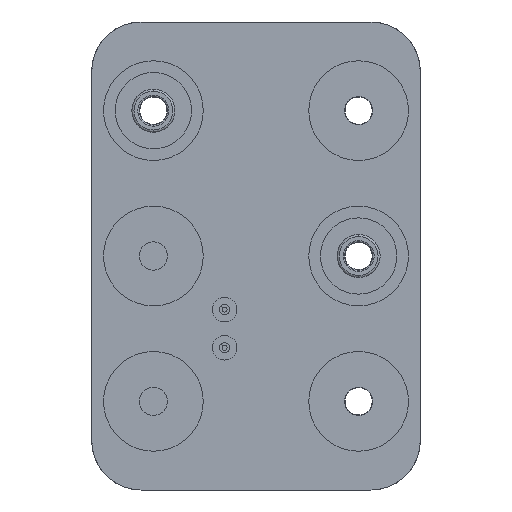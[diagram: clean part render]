
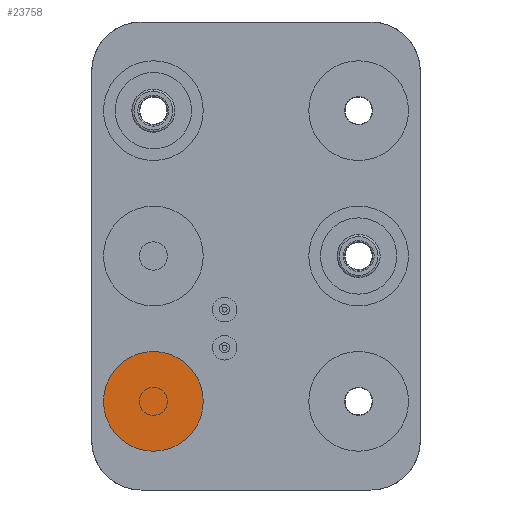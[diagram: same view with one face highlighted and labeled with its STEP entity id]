
A CAD part, left-side view. The second image highlights one B-rep face of the part: STEP entity #23758.
In plain terms, the highlighted planar face has unit normal (-1, 0, 0).
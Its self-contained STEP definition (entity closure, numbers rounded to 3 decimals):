
#61 = DIRECTION ( 'NONE',  ( 0., 0., 1. ) ) ;
#4836 = CARTESIAN_POINT ( 'NONE',  ( -25.55, 8.335, -3.4 ) ) ;
#5426 = EDGE_CURVE ( 'NONE', #32079, #6167, #12492, .T. ) ;
#5844 = PLANE ( 'NONE',  #32797 ) ;
#6167 = VERTEX_POINT ( 'NONE', #4836 ) ;
#6543 = CIRCLE ( 'NONE', #7261, 4.05 ) ;
#7261 = AXIS2_PLACEMENT_3D ( 'NONE', #17613, #35532, #11416 ) ;
#8498 = EDGE_CURVE ( 'NONE', #6167, #32079, #6543, .T. ) ;
#11416 = DIRECTION ( 'NONE',  ( 0., 0., 1. ) ) ;
#12492 = CIRCLE ( 'NONE', #21916, 4.05 ) ;
#15241 = DIRECTION ( 'NONE',  ( -1., 0., 0. ) ) ;
#17613 = CARTESIAN_POINT ( 'NONE',  ( -25.55, 8.335, 0.65 ) ) ;
#18621 = CARTESIAN_POINT ( 'NONE',  ( -25.55, 0., 0. ) ) ;
#19279 = DIRECTION ( 'NONE',  ( 0., 0., 1. ) ) ;
#21687 = FACE_OUTER_BOUND ( 'NONE', #21941, .T. ) ;
#21916 = AXIS2_PLACEMENT_3D ( 'NONE', #31434, #22533, #19279 ) ;
#21941 = EDGE_LOOP ( 'NONE', ( #34918, #29005 ) ) ;
#22533 = DIRECTION ( 'NONE',  ( 1., 0., 0. ) ) ;
#22711 = CARTESIAN_POINT ( 'NONE',  ( -25.55, 8.335, 4.7 ) ) ;
#23758 = ADVANCED_FACE ( 'NONE', ( #21687 ), #5844, .T. ) ;
#29005 = ORIENTED_EDGE ( 'NONE', *, *, #8498, .F. ) ;
#31434 = CARTESIAN_POINT ( 'NONE',  ( -25.55, 8.335, 0.65 ) ) ;
#32079 = VERTEX_POINT ( 'NONE', #22711 ) ;
#32797 = AXIS2_PLACEMENT_3D ( 'NONE', #18621, #15241, #61 ) ;
#34918 = ORIENTED_EDGE ( 'NONE', *, *, #5426, .F. ) ;
#35532 = DIRECTION ( 'NONE',  ( 1., 0., 0. ) ) ;
